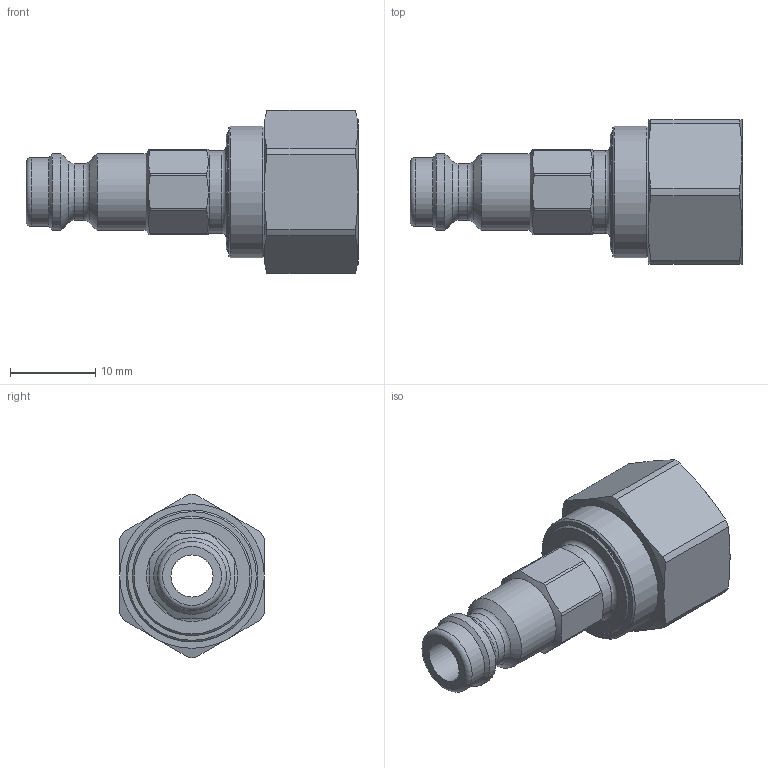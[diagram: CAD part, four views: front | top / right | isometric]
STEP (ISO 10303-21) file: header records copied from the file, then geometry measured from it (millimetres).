
FILE_DESCRIPTION((''),'2;1');
FILE_NAME('21sfiw13mxx8.stp','2014-04-24T11:34:22',('IA176480'),(''),'Autodesk Inventor 2013','Autodesk Inventor 2013','');
FILE_SCHEMA(('AUTOMOTIVE_DESIGN { 1 0 10303 214 1 1 1 1 }'));
Length unit declared in the file: millimetre
Products named in the file (3): D110302; D110301; D104771
Assembly tree (2 placements, depth 2):
  D110302
    D110301
    D104771
Bounding box: 39 x 17 x 19.15 mm (x, y, z)
Volume: 3593.6 mm3; surface area: 3182 mm2
Topology: 2 solids, 2 shells, 72 faces, 165 edges, 100 vertices
Faces by surface type: cylinder 25, cone 22, plane 21, torus 4
Full cylindrical faces by diameter (mm): 4.95 x1, 6.65 x1, 8.1 x1, 9 x2, 9.7 x1, 11.445 x1, 13.85 x1, 14 x1, 14.05 x1, 15.5 x1
Entity records: 1933 total; most frequent: CARTESIAN_POINT 393, DIRECTION 322, ORIENTED_EDGE 276, AXIS2_PLACEMENT_3D 147, EDGE_CURVE 138, EDGE_LOOP 104, VERTEX_POINT 98, FACE_OUTER_BOUND 72
